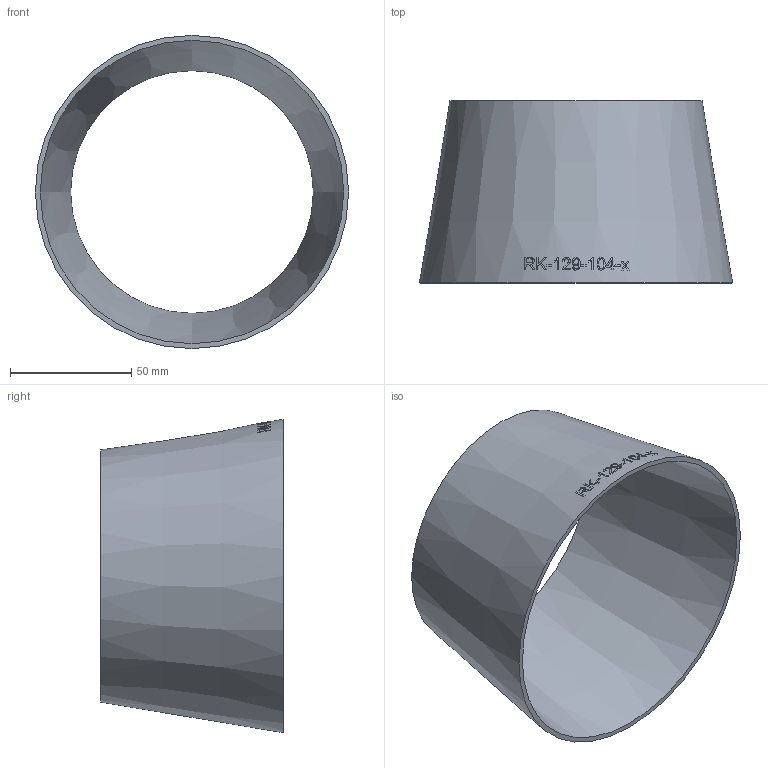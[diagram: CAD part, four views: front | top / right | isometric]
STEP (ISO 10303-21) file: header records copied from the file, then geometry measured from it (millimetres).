
FILE_DESCRIPTION (( 'STEP AP214' ), '1' );
FILE_NAME ('RK-129-104-x Reduzierung L=3(D-d) 2008.STEP', '2020-08-04T12:01:13', ( '' ), ( '' ), 'SwSTEP 2.0', 'SolidWorks 2019', '' );
FILE_SCHEMA (( 'AUTOMOTIVE_DESIGN' ));
Length unit declared in the file: millimetre
Products named in the file (1): RK-129-104-x Reduzierung L=3(D-d) 2008
Bounding box: 129 x 75 x 129 mm (x, y, z)
Volume: 54735.9 mm3; surface area: 56156.6 mm2
Topology: 1 solids, 1 shells, 143 faces, 375 edges, 250 vertices
Faces by surface type: bspline 123, cone 18, plane 2
Entity records: 15494 total; most frequent: CARTESIAN_POINT 11542, ORIENTED_EDGE 746, EDGE_CURVE 373, B_SPLINE_CURVE_WITH_KNOTS 369, VERTEX_POINT 250, EDGE_LOOP 163, FACE_OUTER_BOUND 143, ADVANCED_FACE 143
